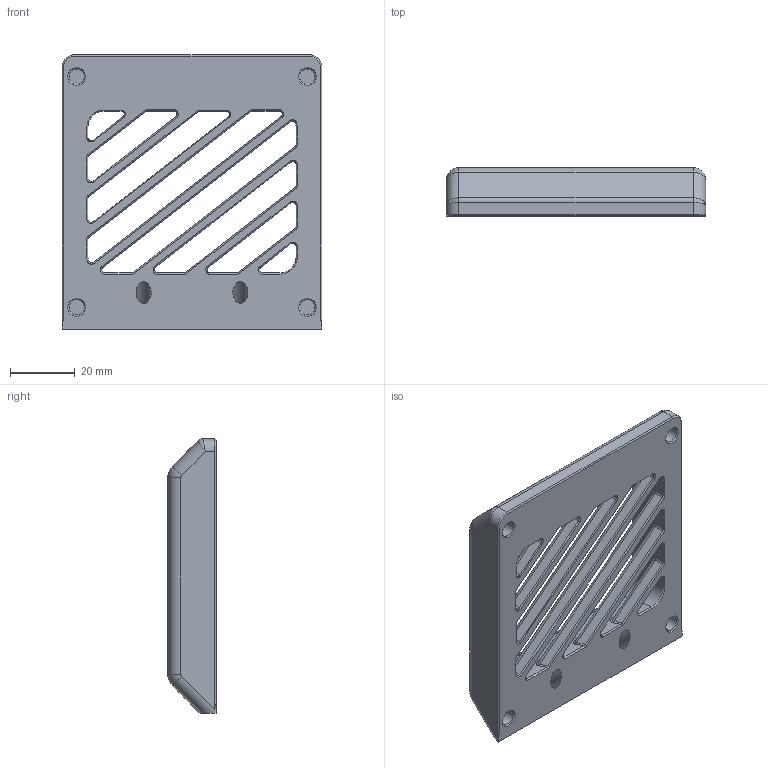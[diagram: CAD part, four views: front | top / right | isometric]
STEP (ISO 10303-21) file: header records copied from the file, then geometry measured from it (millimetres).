
FILE_DESCRIPTION(/* description */ ('CAx-IF Rec.Pracs.---Representation and Presentation of Product Manufacturing Information (PMI)---4.0---2014-10-13','CAx-IF Rec.Pracs.---3D Tessellated Geometry---0.4---2014-09-14','2;1'),/* implementation_level */ '2;1');
FILE_NAME(/* name */ 'backpackMount',/* time_stamp */ '2025-02-11T17:08:50+09:00',/* author */ (''),/* organization */ (''),/* preprocessor_version */ 'ST-DEVELOPER v19.3',/* originating_system */ 'SIEMENS PLM Software NX2212.3001',/* authorisation */ $);
FILE_SCHEMA (('AP242_MANAGED_MODEL_BASED_3D_ENGINEERING_MIM_LF { 1 0 10303 442 3 1 4 }'));
Length unit declared in the file: millimetre
Products named in the file (1): backpackMount
Bounding box: 80.5 x 15 x 85 mm (x, y, z)
Volume: 46799 mm3; surface area: 18299.9 mm2
Topology: 1 solids, 1 shells, 210 faces, 513 edges, 300 vertices
Faces by surface type: cylinder 65, plane 63, bspline 58, cone 20, torus 4
Full cylindrical faces by diameter (mm): 4.7 x6
Entity records: 7656 total; most frequent: CARTESIAN_POINT 2953, ORIENTED_EDGE 986, DIRECTION 925, EDGE_CURVE 493, AXIS2_PLACEMENT_3D 359, VERTEX_POINT 294, EDGE_LOOP 239, FACE_BOUND 239
